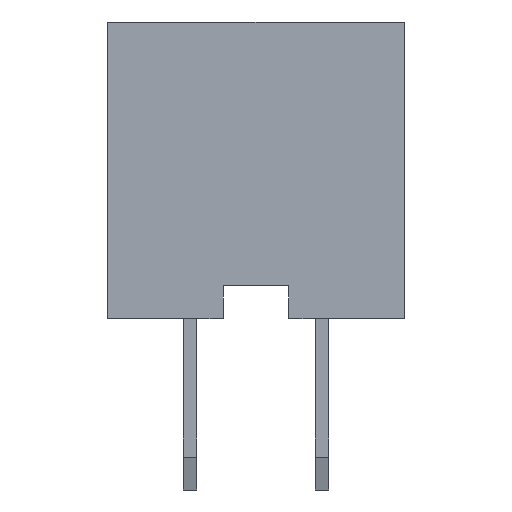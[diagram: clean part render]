
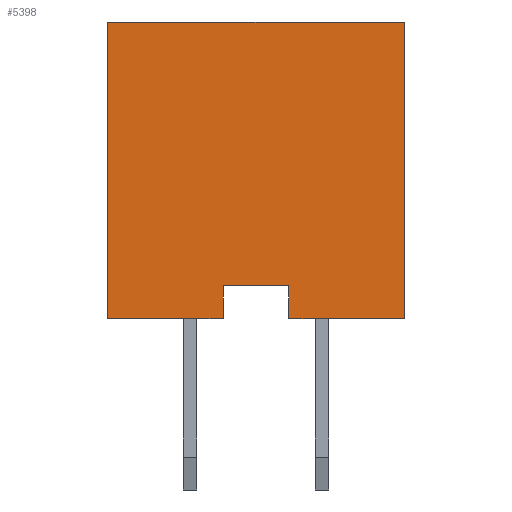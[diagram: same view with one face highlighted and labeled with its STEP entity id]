
A CAD part, left-side view. The second image highlights one B-rep face of the part: STEP entity #5398.
In plain terms, the highlighted planar face has unit normal (-1, 0, 0).
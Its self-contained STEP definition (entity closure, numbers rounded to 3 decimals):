
#783 = VECTOR ( 'NONE', #2315, 1000. ) ;
#1026 = VERTEX_POINT ( 'NONE', #14107 ) ;
#1463 = VECTOR ( 'NONE', #3979, 1000. ) ;
#1642 = AXIS2_PLACEMENT_3D ( 'NONE', #4378, #4230, #27575 ) ;
#1999 = CARTESIAN_POINT ( 'NONE',  ( -1., 0.5, 0. ) ) ;
#2008 = LINE ( 'NONE', #18469, #1463 ) ;
#2315 = DIRECTION ( 'NONE',  ( 0., -1., 0. ) ) ;
#2735 = CARTESIAN_POINT ( 'NONE',  ( -1., -2.25, 0. ) ) ;
#3298 = ORIENTED_EDGE ( 'NONE', *, *, #16411, .F. ) ;
#3322 = CARTESIAN_POINT ( 'NONE',  ( -1., -0.5, 0. ) ) ;
#3889 = VECTOR ( 'NONE', #20106, 1000. ) ;
#3927 = VERTEX_POINT ( 'NONE', #3322 ) ;
#3979 = DIRECTION ( 'NONE',  ( 0., 1., 0. ) ) ;
#4230 = DIRECTION ( 'NONE',  ( 1., 0., 0. ) ) ;
#4378 = CARTESIAN_POINT ( 'NONE',  ( -1., -2.25, 4.5 ) ) ;
#4992 = CARTESIAN_POINT ( 'NONE',  ( -1., -2.25, 4.5 ) ) ;
#5085 = DIRECTION ( 'NONE',  ( 0., 0., -1. ) ) ;
#5179 = EDGE_LOOP ( 'NONE', ( #11706, #16545, #20145, #12468, #12572, #3298, #5831, #10069 ) ) ;
#5398 = ADVANCED_FACE ( 'NONE', ( #12609 ), #25751, .F. ) ;
#5831 = ORIENTED_EDGE ( 'NONE', *, *, #11233, .F. ) ;
#7482 = CARTESIAN_POINT ( 'NONE',  ( -1., 2.25, 4.5 ) ) ;
#7567 = CARTESIAN_POINT ( 'NONE',  ( -1., -2.25, 0. ) ) ;
#7612 = EDGE_CURVE ( 'NONE', #24349, #10246, #2008, .T. ) ;
#9005 = VECTOR ( 'NONE', #5085, 1000. ) ;
#9327 = EDGE_CURVE ( 'NONE', #10246, #13989, #26066, .T. ) ;
#9797 = EDGE_CURVE ( 'NONE', #3927, #1026, #12035, .T. ) ;
#10069 = ORIENTED_EDGE ( 'NONE', *, *, #17313, .T. ) ;
#10246 = VERTEX_POINT ( 'NONE', #14520 ) ;
#10653 = DIRECTION ( 'NONE',  ( 0., 0., -1. ) ) ;
#10687 = EDGE_CURVE ( 'NONE', #3927, #24349, #23001, .T. ) ;
#11233 = EDGE_CURVE ( 'NONE', #21688, #16763, #26520, .T. ) ;
#11427 = DIRECTION ( 'NONE',  ( 0., -1., 0. ) ) ;
#11656 = LINE ( 'NONE', #26770, #21677 ) ;
#11706 = ORIENTED_EDGE ( 'NONE', *, *, #19586, .T. ) ;
#12035 = LINE ( 'NONE', #7567, #3889 ) ;
#12468 = ORIENTED_EDGE ( 'NONE', *, *, #10687, .F. ) ;
#12572 = ORIENTED_EDGE ( 'NONE', *, *, #9797, .T. ) ;
#12609 = FACE_OUTER_BOUND ( 'NONE', #5179, .T. ) ;
#13438 = CARTESIAN_POINT ( 'NONE',  ( -1., 2.25, 0. ) ) ;
#13989 = VERTEX_POINT ( 'NONE', #1999 ) ;
#14107 = CARTESIAN_POINT ( 'NONE',  ( -1., -2.25, 0. ) ) ;
#14222 = CARTESIAN_POINT ( 'NONE',  ( -1., -0.5, 0.5 ) ) ;
#14520 = CARTESIAN_POINT ( 'NONE',  ( -1., 0.5, 0.5 ) ) ;
#15565 = VERTEX_POINT ( 'NONE', #13438 ) ;
#15681 = CARTESIAN_POINT ( 'NONE',  ( -1., 0.5, 0.5 ) ) ;
#16411 = EDGE_CURVE ( 'NONE', #16763, #1026, #17046, .T. ) ;
#16545 = ORIENTED_EDGE ( 'NONE', *, *, #9327, .F. ) ;
#16763 = VERTEX_POINT ( 'NONE', #26139 ) ;
#17046 = LINE ( 'NONE', #21262, #24320 ) ;
#17313 = EDGE_CURVE ( 'NONE', #21688, #15565, #11656, .T. ) ;
#18160 = VECTOR ( 'NONE', #22730, 1000. ) ;
#18469 = CARTESIAN_POINT ( 'NONE',  ( -1., 0.5, 0.5 ) ) ;
#19586 = EDGE_CURVE ( 'NONE', #15565, #13989, #25644, .T. ) ;
#19745 = CARTESIAN_POINT ( 'NONE',  ( -1., -0.5, 0.5 ) ) ;
#20106 = DIRECTION ( 'NONE',  ( 0., -1., 0. ) ) ;
#20145 = ORIENTED_EDGE ( 'NONE', *, *, #7612, .F. ) ;
#20892 = VECTOR ( 'NONE', #11427, 1000. ) ;
#21262 = CARTESIAN_POINT ( 'NONE',  ( -1., -2.25, 4.5 ) ) ;
#21677 = VECTOR ( 'NONE', #22157, 1000. ) ;
#21688 = VERTEX_POINT ( 'NONE', #7482 ) ;
#22157 = DIRECTION ( 'NONE',  ( 0., 0., -1. ) ) ;
#22730 = DIRECTION ( 'NONE',  ( 0., 0., 1. ) ) ;
#23001 = LINE ( 'NONE', #14222, #18160 ) ;
#24320 = VECTOR ( 'NONE', #10653, 1000. ) ;
#24349 = VERTEX_POINT ( 'NONE', #19745 ) ;
#25644 = LINE ( 'NONE', #2735, #783 ) ;
#25751 = PLANE ( 'NONE',  #1642 ) ;
#26066 = LINE ( 'NONE', #15681, #9005 ) ;
#26139 = CARTESIAN_POINT ( 'NONE',  ( -1., -2.25, 4.5 ) ) ;
#26520 = LINE ( 'NONE', #4992, #20892 ) ;
#26770 = CARTESIAN_POINT ( 'NONE',  ( -1., 2.25, 4.5 ) ) ;
#27575 = DIRECTION ( 'NONE',  ( 0., 1., 0. ) ) ;
